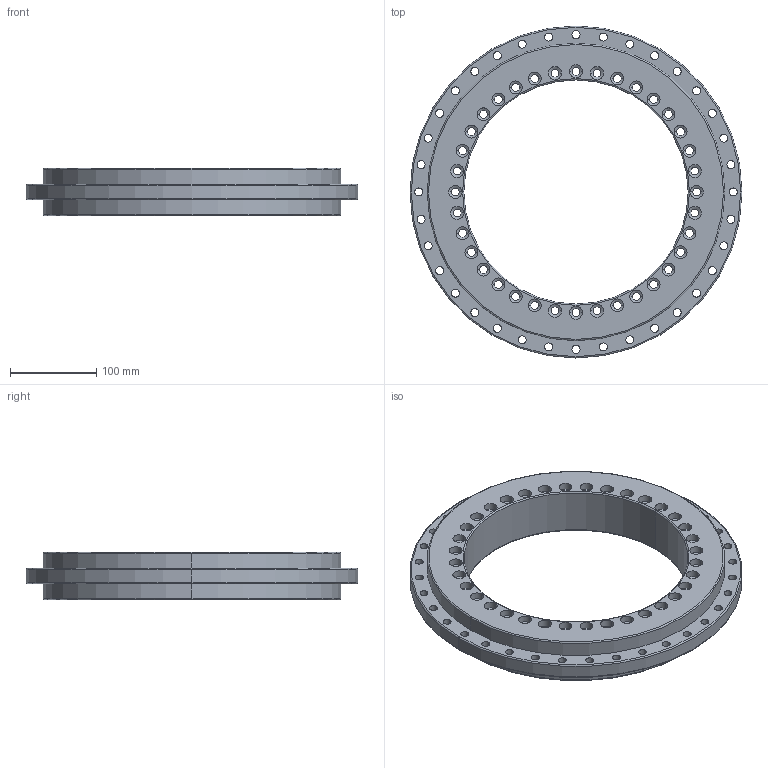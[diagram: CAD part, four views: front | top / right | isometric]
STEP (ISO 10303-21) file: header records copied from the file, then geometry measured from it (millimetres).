
FILE_DESCRIPTION (( 'STEP AP214' ), '1' );
FILE_NAME ('YRT260.STEP', '2015-05-07T01:40:59', ( 'User' ), ( 'china' ), 'SwSTEP 2.0', 'SolidWorks 2014', '' );
FILE_SCHEMA (( 'AUTOMOTIVE_DESIGN' ));
Length unit declared in the file: millimetre
Products named in the file (1): YRT260
Bounding box: 385 x 385 x 55 mm (x, y, z)
Volume: 2417482.2 mm3; surface area: 300574.8 mm2
Topology: 1 solids, 1 shells, 312 faces, 768 edges, 460 vertices
Faces by surface type: cylinder 224, cone 72, torus 12, plane 4
Entity records: 9602 total; most frequent: DIRECTION 1866, CARTESIAN_POINT 1541, ORIENTED_EDGE 1536, AXIS2_PLACEMENT_3D 785, EDGE_CURVE 768, CIRCLE 472, EDGE_LOOP 460, VERTEX_POINT 460
